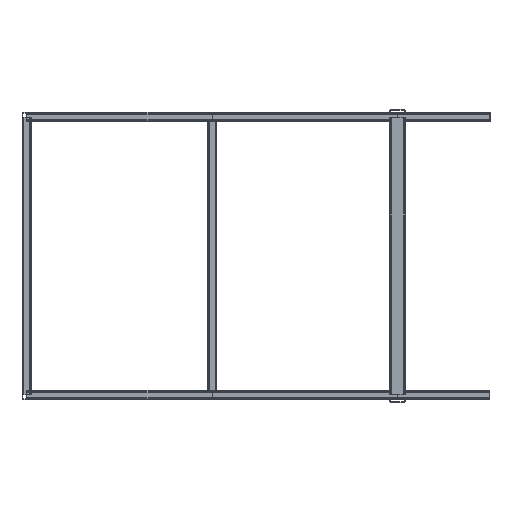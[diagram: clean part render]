
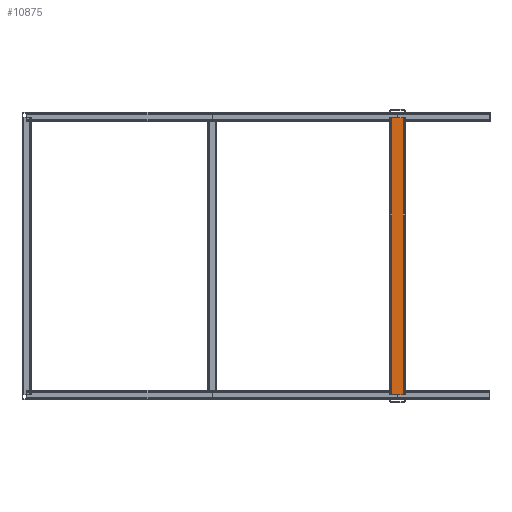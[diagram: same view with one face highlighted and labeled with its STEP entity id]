
A CAD part, left-side view. The second image highlights one B-rep face of the part: STEP entity #10875.
In plain terms, the highlighted planar face has unit normal (-1, 0, 0).
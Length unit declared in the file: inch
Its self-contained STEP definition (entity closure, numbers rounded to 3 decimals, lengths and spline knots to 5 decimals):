
#1659=FACE_OUTER_BOUND('',#2295,.T.);
#2295=EDGE_LOOP('',(#9859,#9860,#9861,#9862));
#3300=LINE('',#18662,#4324);
#3308=LINE('',#18687,#4332);
#3309=LINE('',#18689,#4333);
#3310=LINE('',#18690,#4334);
#4324=VECTOR('',#15413,0.3937);
#4332=VECTOR('',#15441,0.3937);
#4333=VECTOR('',#15442,0.3937);
#4334=VECTOR('',#15443,0.3937);
#5349=VERTEX_POINT('',#18659);
#5350=VERTEX_POINT('',#18661);
#5357=VERTEX_POINT('',#18686);
#5358=VERTEX_POINT('',#18688);
#6859=EDGE_CURVE('',#5350,#5349,#3300,.T.);
#6872=EDGE_CURVE('',#5349,#5357,#3308,.T.);
#6873=EDGE_CURVE('',#5358,#5357,#3309,.T.);
#6874=EDGE_CURVE('',#5350,#5358,#3310,.T.);
#9859=ORIENTED_EDGE('',*,*,#6872,.T.);
#9860=ORIENTED_EDGE('',*,*,#6873,.F.);
#9861=ORIENTED_EDGE('',*,*,#6874,.F.);
#9862=ORIENTED_EDGE('',*,*,#6859,.T.);
#10309=PLANE('',#12219);
#10875=ADVANCED_FACE('',(#1659),#10309,.T.);
#12219=AXIS2_PLACEMENT_3D('',#18685,#15439,#15440);
#15413=DIRECTION('',(0.,0.,1.));
#15439=DIRECTION('center_axis',(-1.,0.,0.));
#15440=DIRECTION('ref_axis',(0.,0.,1.));
#15441=DIRECTION('',(0.,1.,0.));
#15442=DIRECTION('',(0.,0.,1.));
#15443=DIRECTION('',(0.,1.,0.));
#18659=CARTESIAN_POINT('',(-1.,-0.75,35.88121));
#18661=CARTESIAN_POINT('',(-1.,-0.75,0.));
#18662=CARTESIAN_POINT('',(-1.,-0.75,0.));
#18685=CARTESIAN_POINT('Origin',(-1.,-0.75,0.));
#18686=CARTESIAN_POINT('',(-1.,0.75,35.88121));
#18687=CARTESIAN_POINT('',(-1.,-0.375,35.88121));
#18688=CARTESIAN_POINT('',(-1.,0.75,0.));
#18689=CARTESIAN_POINT('',(-1.,0.75,0.));
#18690=CARTESIAN_POINT('',(-1.,-0.375,0.));
